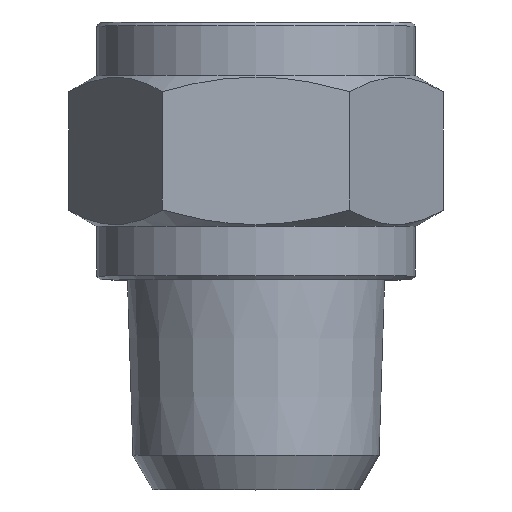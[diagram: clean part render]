
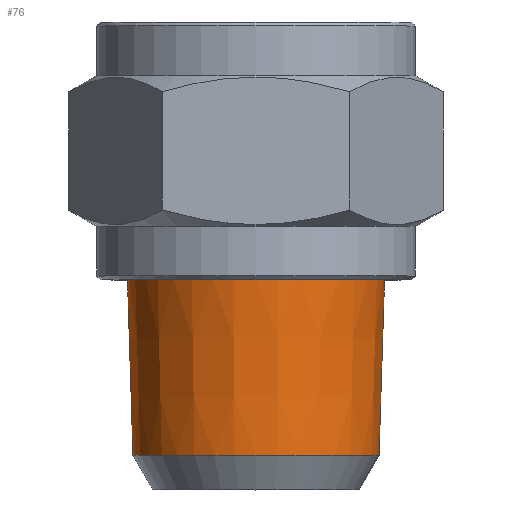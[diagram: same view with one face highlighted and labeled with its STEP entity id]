
A CAD part, top view. The second image highlights one B-rep face of the part: STEP entity #76.
In plain terms, the highlighted conical face has half-angle 1.79 degrees and reference radius 6.735 mm.
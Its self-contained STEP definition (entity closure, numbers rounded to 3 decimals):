
#76 = ADVANCED_FACE( 'NONE', ( #99, #100 ), #101, .T. );
#99 = FACE_OUTER_BOUND( '', #156, .T. );
#100 = FACE_BOUND( '', #157, .T. );
#101 = CONICAL_SURFACE( '', #158, 6.735, 0.031 );
#156 = EDGE_LOOP( '', ( #218 ) );
#157 = EDGE_LOOP( '', ( #219 ) );
#158 = AXIS2_PLACEMENT_3D( '', #220, #221, #222 );
#218 = ORIENTED_EDGE( '', *, *, #350, .T. );
#219 = ORIENTED_EDGE( '', *, *, #351, .F. );
#220 = CARTESIAN_POINT( '', ( 0., 11., 0. ) );
#221 = DIRECTION( '', ( 0., 1., 0. ) );
#222 = DIRECTION( '', ( -1., 0., 0. ) );
#350 = EDGE_CURVE( 'NONE', #390, #390, #391, .T. );
#351 = EDGE_CURVE( 'NONE', #392, #392, #393, .T. );
#390 = VERTEX_POINT( '', #474 );
#391 = CIRCLE( '', #475, 6.735 );
#392 = VERTEX_POINT( '', #476 );
#393 = CIRCLE( '', #477, 6.447 );
#474 = CARTESIAN_POINT( '', ( 6.735, 11., 0. ) );
#475 = AXIS2_PLACEMENT_3D( '', #618, #619, #620 );
#476 = CARTESIAN_POINT( '', ( 6.447, 1.8, 0. ) );
#477 = AXIS2_PLACEMENT_3D( '', #621, #622, #623 );
#618 = CARTESIAN_POINT( '', ( 0., 11., 0. ) );
#619 = DIRECTION( '', ( 0., -1., 0. ) );
#620 = DIRECTION( '', ( 1., 0., 0. ) );
#621 = CARTESIAN_POINT( '', ( 0., 1.8, 0. ) );
#622 = DIRECTION( '', ( 0., -1., 0. ) );
#623 = DIRECTION( '', ( 1., 0., 0. ) );
